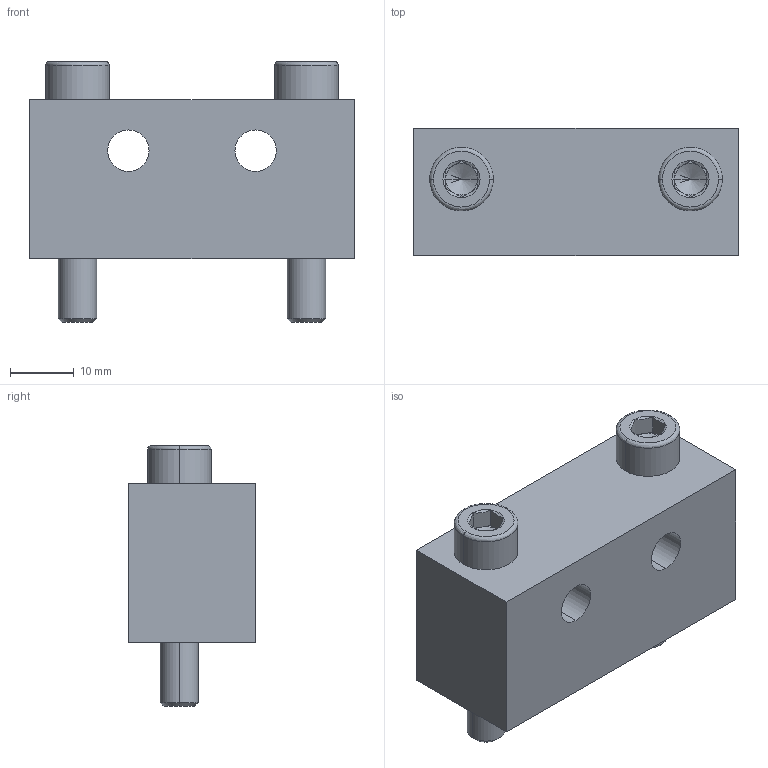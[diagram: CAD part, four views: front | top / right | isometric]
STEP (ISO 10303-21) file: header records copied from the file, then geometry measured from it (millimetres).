
FILE_DESCRIPTION (( 'STEP AP203' ), '1' );
FILE_NAME ('LEMB-32M.step', '2019-12-17T13:54:46', ( '' ), ( '' ), 'SwSTEP 2.0', 'SolidWorks 2019', '' );
FILE_SCHEMA (( 'CONFIG_CONTROL_DESIGN' ));
Length unit declared in the file: inch
Products named in the file (1): LEMB-32M
Bounding box: 51 x 20 x 41 mm (x, y, z)
Volume: 25522.6 mm3; surface area: 9180.7 mm2
Topology: 3 solids, 3 shells, 80 faces, 180 edges, 106 vertices
Faces by surface type: plane 36, cylinder 16, cone 16, bspline 12
Entity records: 2615 total; most frequent: CARTESIAN_POINT 807, DIRECTION 362, ORIENTED_EDGE 352, EDGE_CURVE 176, AXIS2_PLACEMENT_3D 141, VERTEX_POINT 106, EDGE_LOOP 92, LINE 80
